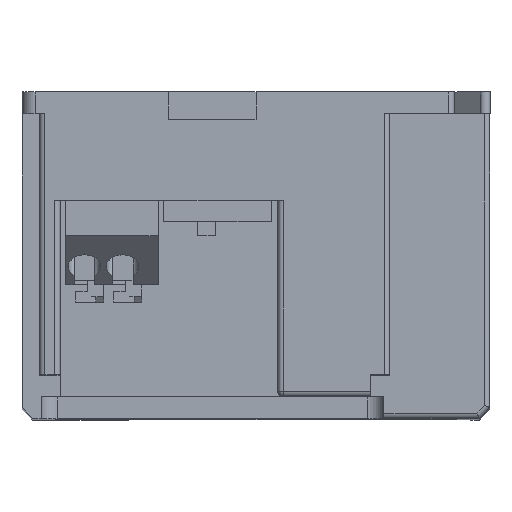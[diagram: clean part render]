
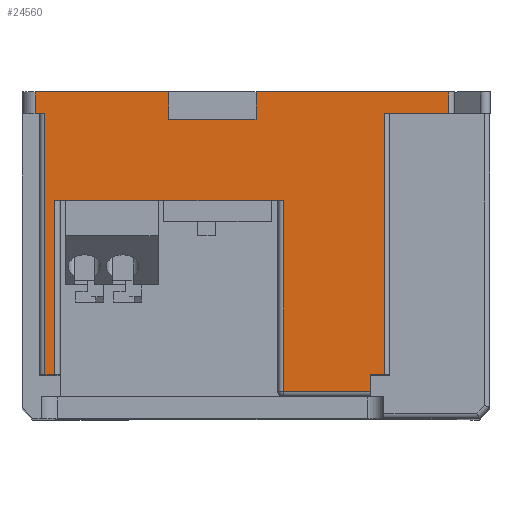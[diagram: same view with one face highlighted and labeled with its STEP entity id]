
A CAD part, top view. The second image highlights one B-rep face of the part: STEP entity #24560.
In plain terms, the highlighted face is planar.
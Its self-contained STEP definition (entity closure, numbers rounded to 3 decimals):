
#12530=CARTESIAN_POINT('',(48.5,0.,-8.));
#12540=VERTEX_POINT('',#12530);
#12570=CARTESIAN_POINT('',(48.5,0.,-20.3));
#12580=DIRECTION('',(0.,0.,1.));
#12590=VECTOR('',#12580,1.);
#12600=LINE('',#12570,#12590);
#12610=CARTESIAN_POINT('',(48.5,0.,-20.3));
#12620=VERTEX_POINT('',#12610);
#12630=EDGE_CURVE('',#12620,#12540,#12600,.T.);
#14210=CARTESIAN_POINT('',(48.5,0.,17.694));
#14220=VERTEX_POINT('',#14210);
#14250=CARTESIAN_POINT('',(48.5,0.,0.));
#14260=DIRECTION('',(0.,0.,1.));
#14270=VECTOR('',#14260,1.);
#14280=LINE('',#14250,#14270);
#14290=CARTESIAN_POINT('',(48.5,0.,0.));
#14300=VERTEX_POINT('',#14290);
#14310=EDGE_CURVE('',#14300,#14220,#14280,.T.);
#22920=CARTESIAN_POINT('',(48.5,27.5,2.5));
#22930=VERTEX_POINT('',#22920);
#23190=CARTESIAN_POINT('',(48.5,10.,2.5));
#23200=VERTEX_POINT('',#23190);
#23230=CARTESIAN_POINT('',(48.5,10.,2.5));
#23240=DIRECTION('',(0.,1.,0.));
#23250=VECTOR('',#23240,1.);
#23260=LINE('',#23230,#23250);
#23270=EDGE_CURVE('',#23200,#22930,#23260,.T.);
#23320=CARTESIAN_POINT('',(48.5,10.,-19.5));
#23330=DIRECTION('',(1.,0.,0.));
#23340=DIRECTION('',(0.,0.,-1.));
#23350=AXIS2_PLACEMENT_3D('',#23320,#23330,#23340);
#23360=PLANE('',#23350);
#23370=ORIENTED_EDGE('',*,*,#23270,.T.);
#23380=CARTESIAN_POINT('',(48.5,10.,2.5));
#23390=DIRECTION('',(0.,0.,-1.));
#23400=VECTOR('',#23390,1.);
#23410=LINE('',#23380,#23400);
#23420=CARTESIAN_POINT('',(48.5,10.,-18.5));
#23430=VERTEX_POINT('',#23420);
#23440=EDGE_CURVE('',#23200,#23430,#23410,.T.);
#23450=ORIENTED_EDGE('',*,*,#23440,.F.);
#23460=CARTESIAN_POINT('',(48.5,26.,-18.5));
#23470=DIRECTION('',(0.,-1.,0.));
#23480=VECTOR('',#23470,1.);
#23490=LINE('',#23460,#23480);
#23500=CARTESIAN_POINT('',(48.5,26.,-18.5));
#23510=VERTEX_POINT('',#23500);
#23520=EDGE_CURVE('',#23510,#23430,#23490,.T.);
#23530=ORIENTED_EDGE('',*,*,#23520,.T.);
#23540=CARTESIAN_POINT('',(48.5,26.,-18.5));
#23550=DIRECTION('',(0.,0.,-1.));
#23560=VECTOR('',#23550,1.);
#23570=LINE('',#23540,#23560);
#23580=CARTESIAN_POINT('',(48.5,26.,-19.4));
#23590=VERTEX_POINT('',#23580);
#23600=EDGE_CURVE('',#23510,#23590,#23570,.T.);
#23610=ORIENTED_EDGE('',*,*,#23600,.F.);
#23620=CARTESIAN_POINT('',(48.5,2.,-19.4));
#23630=DIRECTION('',(0.,1.,0.));
#23640=VECTOR('',#23630,1.);
#23650=LINE('',#23620,#23640);
#23660=CARTESIAN_POINT('',(48.5,2.,-19.4));
#23670=VERTEX_POINT('',#23660);
#23680=EDGE_CURVE('',#23670,#23590,#23650,.T.);
#23690=ORIENTED_EDGE('',*,*,#23680,.T.);
#23700=CARTESIAN_POINT('',(48.5,2.,-19.4));
#23710=DIRECTION('',(0.,0.,-1.));
#23720=VECTOR('',#23710,1.);
#23730=LINE('',#23700,#23720);
#23740=CARTESIAN_POINT('',(48.5,2.,-20.3));
#23750=VERTEX_POINT('',#23740);
#23760=EDGE_CURVE('',#23670,#23750,#23730,.T.);
#23770=ORIENTED_EDGE('',*,*,#23760,.F.);
#23780=CARTESIAN_POINT('',(48.5,0.,-20.3));
#23790=DIRECTION('',(0.,1.,0.));
#23800=VECTOR('',#23790,1.);
#23810=LINE('',#23780,#23800);
#23820=EDGE_CURVE('',#12620,#23750,#23810,.T.);
#23830=ORIENTED_EDGE('',*,*,#23820,.T.);
#23840=ORIENTED_EDGE('',*,*,#12630,.F.);
#23850=CARTESIAN_POINT('',(48.5,2.5,-8.));
#23860=DIRECTION('',(0.,-1.,0.));
#23870=VECTOR('',#23860,1.);
#23880=LINE('',#23850,#23870);
#23890=CARTESIAN_POINT('',(48.5,2.5,-8.));
#23900=VERTEX_POINT('',#23890);
#23910=EDGE_CURVE('',#23900,#12540,#23880,.T.);
#23920=ORIENTED_EDGE('',*,*,#23910,.T.);
#23930=CARTESIAN_POINT('',(48.5,2.5,0.));
#23940=DIRECTION('',(0.,0.,-1.));
#23950=VECTOR('',#23940,1.);
#23960=LINE('',#23930,#23950);
#23970=CARTESIAN_POINT('',(48.5,2.5,0.));
#23980=VERTEX_POINT('',#23970);
#23990=EDGE_CURVE('',#23980,#23900,#23960,.T.);
#24000=ORIENTED_EDGE('',*,*,#23990,.T.);
#24010=CARTESIAN_POINT('',(48.5,2.5,0.));
#24020=DIRECTION('',(0.,-1.,0.));
#24030=VECTOR('',#24020,1.);
#24040=LINE('',#24010,#24030);
#24050=EDGE_CURVE('',#23980,#14300,#24040,.T.);
#24060=ORIENTED_EDGE('',*,*,#24050,.F.);
#24070=ORIENTED_EDGE('',*,*,#14310,.F.);
#24080=CARTESIAN_POINT('',(48.5,2.,17.694));
#24090=DIRECTION('',(0.,-1.,0.));
#24100=VECTOR('',#24090,1.);
#24110=LINE('',#24080,#24100);
#24120=CARTESIAN_POINT('',(48.5,2.,17.694));
#24130=VERTEX_POINT('',#24120);
#24140=EDGE_CURVE('',#24130,#14220,#24110,.T.);
#24150=ORIENTED_EDGE('',*,*,#24140,.T.);
#24160=CARTESIAN_POINT('',(48.5,2.,17.694));
#24170=DIRECTION('',(0.,0.,-1.));
#24180=VECTOR('',#24170,1.);
#24190=LINE('',#24160,#24180);
#24200=CARTESIAN_POINT('',(48.5,2.,11.8));
#24210=VERTEX_POINT('',#24200);
#24220=EDGE_CURVE('',#24130,#24210,#24190,.T.);
#24230=ORIENTED_EDGE('',*,*,#24220,.F.);
#24240=CARTESIAN_POINT('',(48.5,26.,11.8));
#24250=DIRECTION('',(0.,-1.,0.));
#24260=VECTOR('',#24250,1.);
#24270=LINE('',#24240,#24260);
#24280=CARTESIAN_POINT('',(48.5,26.,11.8));
#24290=VERTEX_POINT('',#24280);
#24300=EDGE_CURVE('',#24290,#24210,#24270,.T.);
#24310=ORIENTED_EDGE('',*,*,#24300,.T.);
#24320=CARTESIAN_POINT('',(48.5,26.,11.8));
#24330=DIRECTION('',(0.,0.,-1.));
#24340=VECTOR('',#24330,1.);
#24350=LINE('',#24320,#24340);
#24360=CARTESIAN_POINT('',(48.5,26.,10.5));
#24370=VERTEX_POINT('',#24360);
#24380=EDGE_CURVE('',#24290,#24370,#24350,.T.);
#24390=ORIENTED_EDGE('',*,*,#24380,.F.);
#24400=CARTESIAN_POINT('',(48.5,26.,10.5));
#24410=DIRECTION('',(0.,1.,0.));
#24420=VECTOR('',#24410,1.);
#24430=LINE('',#24400,#24420);
#24440=CARTESIAN_POINT('',(48.5,27.5,10.5));
#24450=VERTEX_POINT('',#24440);
#24460=EDGE_CURVE('',#24370,#24450,#24430,.T.);
#24470=ORIENTED_EDGE('',*,*,#24460,.F.);
#24480=CARTESIAN_POINT('',(48.5,27.5,2.5));
#24490=DIRECTION('',(0.,0.,1.));
#24500=VECTOR('',#24490,1.);
#24510=LINE('',#24480,#24500);
#24520=EDGE_CURVE('',#22930,#24450,#24510,.T.);
#24530=ORIENTED_EDGE('',*,*,#24520,.T.);
#24540=EDGE_LOOP('',(#24530,#24470,#24390,#24310,#24230,#24150,#24070,
#24060,#24000,#23920,#23840,#23830,#23770,#23690,#23610,#23530,#23450,
#23370));
#24550=FACE_OUTER_BOUND('',#24540,.T.);
#24560=ADVANCED_FACE('',(#24550),#23360,.T.);
